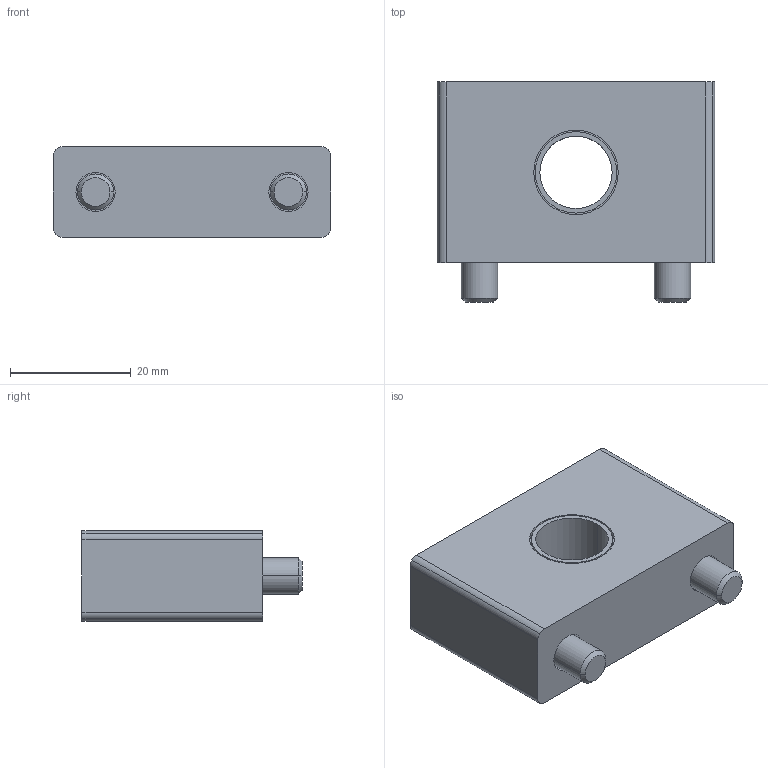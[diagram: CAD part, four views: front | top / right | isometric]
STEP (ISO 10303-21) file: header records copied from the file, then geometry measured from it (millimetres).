
FILE_DESCRIPTION(( 'NO032.stp' ), '1');
FILE_NAME( 'NO032.stp', '2020-06-08T14:32:53',( 'Sopra'),('sopra-pneumatic.com'), 'SwSTEP 2.0','SolidWorks 2009','' );
FILE_SCHEMA(('CONFIG_CONTROL_DESIGN'));
Length unit declared in the file: millimetre
Products named in the file (2): OSLONAC CILINDRA; PART1
Assembly tree (1 placements, depth 2):
  OSLONAC CILINDRA
    PART1
Bounding box: 46 x 36.5 x 15 mm (x, y, z)
Volume: 18715.8 mm3; surface area: 8394 mm2
Topology: 1 solids, 1 shells, 86 faces, 204 edges, 132 vertices
Faces by surface type: cylinder 38, plane 32, cone 12, bspline 4
Entity records: 2747 total; most frequent: CARTESIAN_POINT 628, DIRECTION 450, ORIENTED_EDGE 400, EDGE_CURVE 200, AXIS2_PLACEMENT_3D 182, VERTEX_POINT 132, EDGE_LOOP 104, CIRCLE 98
